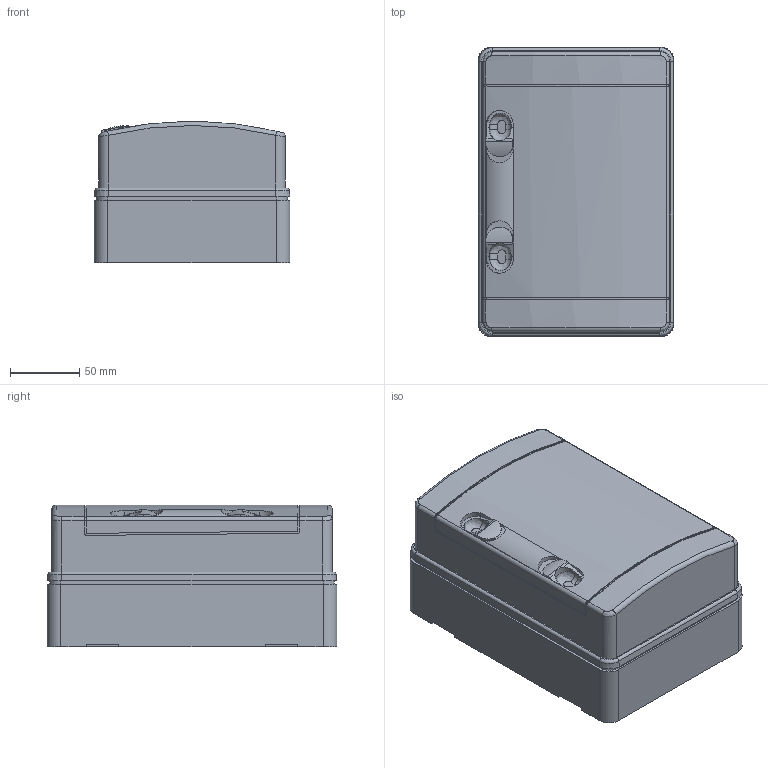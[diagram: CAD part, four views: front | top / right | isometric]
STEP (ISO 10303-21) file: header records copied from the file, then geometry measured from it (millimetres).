
FILE_DESCRIPTION((''),'2;1');
FILE_NAME('GW40101_ASM','2021-10-19T10:03:35',('User'),('Axiro Italia'),'CREO PARAMETRIC BY PTC INC, 2020354','CREO PARAMETRIC BY PTC INC, 2020354','');
FILE_SCHEMA(('CONFIG_CONTROL_DESIGN'));
Length unit declared in the file: millimetre
Products named in the file (4): GW40101_SCATOLA_OR; GW40101_COPERCHIO_OR; GUIDA_DIN_X; GW40101_ASM
Assembly tree (3 placements, depth 2):
  GW40101_ASM
    GW40101_SCATOLA_OR
    GW40101_COPERCHIO_OR
    GUIDA_DIN_X
Bounding box: 142 x 210 x 102.36 mm (x, y, z)
Volume: 871161.8 mm3; surface area: 294243.6 mm2
Topology: 3 solids, 3 shells, 754 faces, 2010 edges, 1311 vertices
Faces by surface type: plane 507, cylinder 134, cone 66, bspline 31, torus 16
Entity records: 25651 total; most frequent: CARTESIAN_POINT 6710, ORIENTED_EDGE 4020, DIRECTION 3780, EDGE_CURVE 2010, VECTOR 1388, LINE 1388, VERTEX_POINT 1311, AXIS2_PLACEMENT_3D 1196
